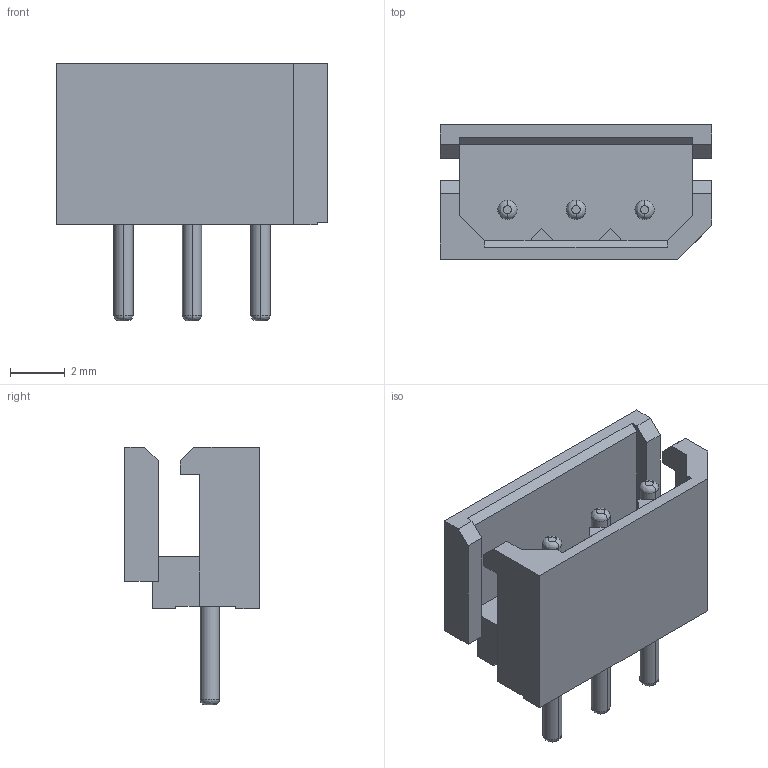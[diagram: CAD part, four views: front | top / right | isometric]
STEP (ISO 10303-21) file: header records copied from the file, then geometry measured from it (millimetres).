
FILE_DESCRIPTION(('FreeCAD Model'),'2;1');
FILE_NAME('022035035.stp.step','2019-02-08T19:22:03',( 'kicad StepUp'),('ksu MCAD'),'Open CASCADE STEP processor 7.3', 'FreeCAD','Unknown');
FILE_SCHEMA(('AUTOMOTIVE_DESIGN { 1 0 10303 214 1 1 1 1 }'));
Length unit declared in the file: millimetre
Products named in the file (1): 022035035.stp
Bounding box: 9.9 x 4.9 x 9.4 mm (x, y, z)
Volume: 151.1 mm3; surface area: 391.6 mm2
Topology: 1 solids, 1 shells, 81 faces, 197 edges, 124 vertices
Faces by surface type: plane 57, cylinder 12, bspline 12
Entity records: 2640 total; most frequent: CARTESIAN_POINT 727, ORIENTED_EDGE 394, DIRECTION 385, EDGE_CURVE 197, LINE 149, VECTOR 149, VERTEX_POINT 124, AXIS2_PLACEMENT_3D 118
